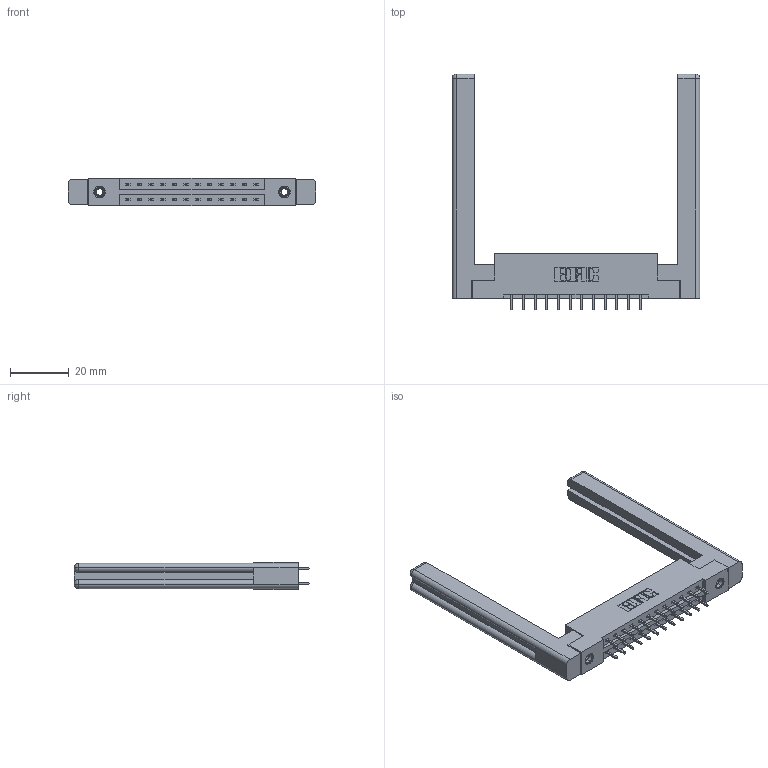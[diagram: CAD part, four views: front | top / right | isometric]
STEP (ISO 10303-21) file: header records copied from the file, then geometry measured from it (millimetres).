
FILE_DESCRIPTION (( 'STEP AP203' ), '1' );
FILE_NAME ('387-024-521-258.STEP', '2019-10-16T17:50:08', ( '' ), ( '' ), 'SwSTEP 2.0', 'SolidWorks 2016', '' );
FILE_SCHEMA (( 'CONFIG_CONTROL_DESIGN' ));
Length unit declared in the file: inch
Products named in the file (5): 307-220-058; 345-292-001_345-293-121; 387-024-521-258; 345-250-001_345-250-001-102; 337 Part_Flush Mounting Lugs - 0.156 Dia-TI
Assembly tree (29 placements, depth 2):
  387-024-521-258
    337 Part_Flush Mounting Lugs - 0.156 Dia-TI
    345-292-001_345-293-121  x24
    345-250-001_345-250-001-102  x2
    307-220-058  x2
Bounding box: 84.18 x 80.14 x 9.4 mm (x, y, z)
Volume: 15604.3 mm3; surface area: 14250.5 mm2
Topology: 29 solids, 29 shells, 1552 faces, 4529 edges, 2974 vertices
Faces by surface type: plane 1066, cylinder 462, cone 12, torus 12
Entity records: 15836 total; most frequent: CARTESIAN_POINT 2701, ORIENTED_EDGE 2576, DIRECTION 2368, EDGE_CURVE 1288, LINE 1112, VECTOR 1112, VERTEX_POINT 850, AXIS2_PLACEMENT_3D 628
